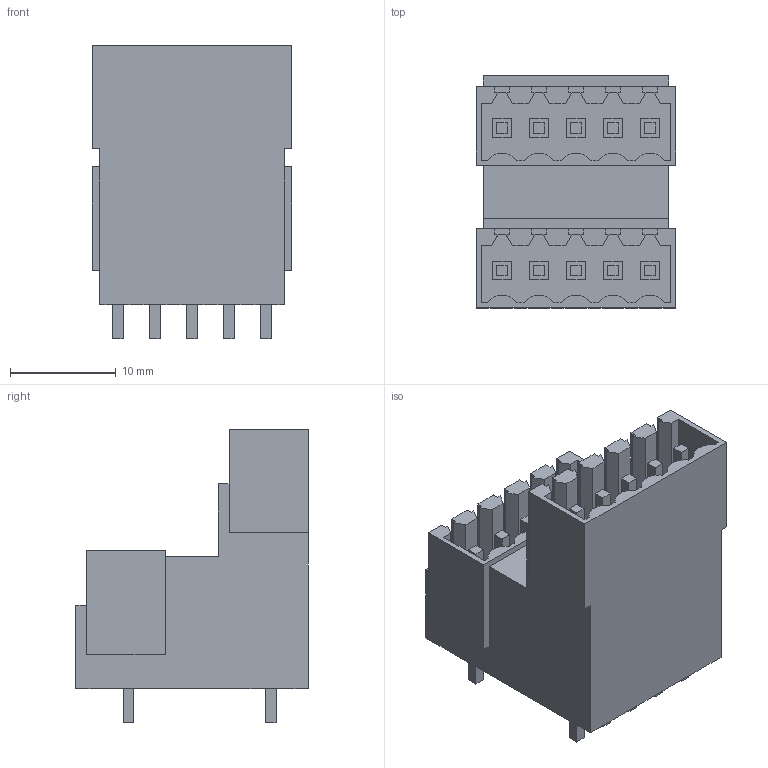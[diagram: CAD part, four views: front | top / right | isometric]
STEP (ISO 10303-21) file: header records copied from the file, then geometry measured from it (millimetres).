
FILE_DESCRIPTION(('CATIA V5 STEP Exchange','CAx-IF Rec.Pracs.--- Model Styling and Organization---1.4--- 2014-01-23'),'2;1');
FILE_NAME ('D1458750_1_1891200000_1891200000.stp','2022-08-10T11:43:07+00:00',('none'),('Weidmueller'),'CATIA Version 5-6 Release 2016 SP3 HF44','CATIA V5 STEP AP214','none');
FILE_SCHEMA(('AUTOMOTIVE_DESIGN { 1 0 10303 214 1 1 1 1 }'));
Length unit declared in the file: millimetre
Products named in the file (1): 1891200000
Bounding box: 18.9 x 22 x 27.77 mm (x, y, z)
Volume: 5373.7 mm3; surface area: 4283.5 mm2
Topology: 11 solids, 11 shells, 260 faces, 742 edges, 514 vertices
Faces by surface type: plane 250, cylinder 10
Entity records: 8026 total; most frequent: ORIENTED_EDGE 1484, CARTESIAN_POINT 1443, DIRECTION 1114, EDGE_CURVE 742, VECTOR 722, LINE 722, VERTEX_POINT 514, EDGE_LOOP 270
